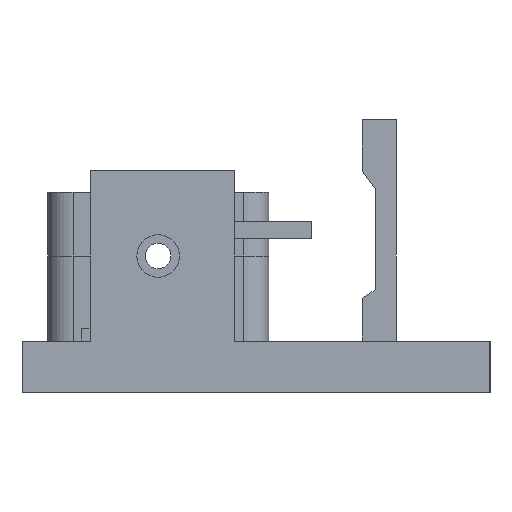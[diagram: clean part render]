
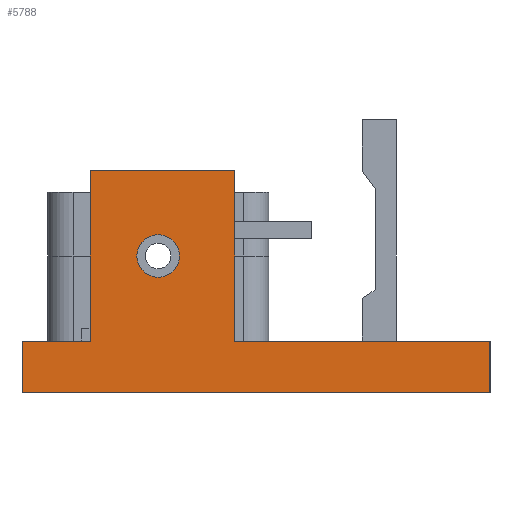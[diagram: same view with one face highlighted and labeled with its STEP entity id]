
A CAD part, left-side view. The second image highlights one B-rep face of the part: STEP entity #5788.
In plain terms, the highlighted planar face has unit normal (-1, 0, 0).
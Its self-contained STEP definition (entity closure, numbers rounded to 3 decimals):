
#462=CIRCLE('',#6180,2.5);
#631=FACE_BOUND('',#1192,.T.);
#871=FACE_OUTER_BOUND('',#1191,.T.);
#1191=EDGE_LOOP('',(#4813,#4814,#4815,#4816,#4817,#4818,#4819,#4820));
#1192=EDGE_LOOP('',(#4821));
#1619=LINE('',#14622,#2075);
#1620=LINE('',#14624,#2076);
#1621=LINE('',#14626,#2077);
#1622=LINE('',#14628,#2078);
#1623=LINE('',#14630,#2079);
#1624=LINE('',#14632,#2080);
#1625=LINE('',#14634,#2081);
#1626=LINE('',#14635,#2082);
#2075=VECTOR('',#7161,10.);
#2076=VECTOR('',#7162,10.);
#2077=VECTOR('',#7163,10.);
#2078=VECTOR('',#7164,10.);
#2079=VECTOR('',#7165,10.);
#2080=VECTOR('',#7166,10.);
#2081=VECTOR('',#7167,10.);
#2082=VECTOR('',#7168,10.);
#2666=VERTEX_POINT('',#14620);
#2667=VERTEX_POINT('',#14621);
#2668=VERTEX_POINT('',#14623);
#2669=VERTEX_POINT('',#14625);
#2670=VERTEX_POINT('',#14627);
#2671=VERTEX_POINT('',#14629);
#2672=VERTEX_POINT('',#14631);
#2673=VERTEX_POINT('',#14633);
#2674=VERTEX_POINT('',#14636);
#3462=EDGE_CURVE('',#2666,#2667,#1619,.T.);
#3463=EDGE_CURVE('',#2667,#2668,#1620,.T.);
#3464=EDGE_CURVE('',#2668,#2669,#1621,.T.);
#3465=EDGE_CURVE('',#2669,#2670,#1622,.T.);
#3466=EDGE_CURVE('',#2670,#2671,#1623,.T.);
#3467=EDGE_CURVE('',#2671,#2672,#1624,.T.);
#3468=EDGE_CURVE('',#2672,#2673,#1625,.T.);
#3469=EDGE_CURVE('',#2673,#2666,#1626,.T.);
#3470=EDGE_CURVE('',#2674,#2674,#462,.T.);
#4813=ORIENTED_EDGE('',*,*,#3462,.T.);
#4814=ORIENTED_EDGE('',*,*,#3463,.T.);
#4815=ORIENTED_EDGE('',*,*,#3464,.T.);
#4816=ORIENTED_EDGE('',*,*,#3465,.T.);
#4817=ORIENTED_EDGE('',*,*,#3466,.T.);
#4818=ORIENTED_EDGE('',*,*,#3467,.T.);
#4819=ORIENTED_EDGE('',*,*,#3468,.T.);
#4820=ORIENTED_EDGE('',*,*,#3469,.T.);
#4821=ORIENTED_EDGE('',*,*,#3470,.T.);
#5515=PLANE('',#6179);
#5788=ADVANCED_FACE('',(#871,#631),#5515,.T.);
#6179=AXIS2_PLACEMENT_3D('',#14619,#7159,#7160);
#6180=AXIS2_PLACEMENT_3D('',#14637,#7169,#7170);
#7159=DIRECTION('center_axis',(-1.,0.,0.));
#7160=DIRECTION('ref_axis',(0.,1.,0.));
#7161=DIRECTION('',(0.,1.,0.));
#7162=DIRECTION('',(0.,0.,-1.));
#7163=DIRECTION('',(0.,-1.,0.));
#7164=DIRECTION('',(0.,0.,1.));
#7165=DIRECTION('',(0.,1.,0.));
#7166=DIRECTION('',(0.,0.,1.));
#7167=DIRECTION('',(0.,1.,0.));
#7168=DIRECTION('',(0.,0.,-1.));
#7169=DIRECTION('center_axis',(1.,0.,0.));
#7170=DIRECTION('ref_axis',(0.,1.,0.));
#14619=CARTESIAN_POINT('Origin',(-34.,-47.,-10.));
#14620=CARTESIAN_POINT('',(-34.,0.,-10.));
#14621=CARTESIAN_POINT('',(-34.,8.,-10.));
#14622=CARTESIAN_POINT('',(-34.,8.,-10.));
#14623=CARTESIAN_POINT('',(-34.,8.,-16.));
#14624=CARTESIAN_POINT('',(-34.,8.,-10.));
#14625=CARTESIAN_POINT('',(-34.,-47.,-16.));
#14626=CARTESIAN_POINT('',(-34.,8.,-16.));
#14627=CARTESIAN_POINT('',(-34.,-47.,-10.));
#14628=CARTESIAN_POINT('',(-34.,-47.,-10.));
#14629=CARTESIAN_POINT('',(-34.,-17.,-10.));
#14630=CARTESIAN_POINT('',(-34.,8.,-10.));
#14631=CARTESIAN_POINT('',(-34.,-17.,10.));
#14632=CARTESIAN_POINT('',(-34.,-17.,-10.));
#14633=CARTESIAN_POINT('',(-34.,0.,10.));
#14634=CARTESIAN_POINT('',(-34.,-17.,10.));
#14635=CARTESIAN_POINT('',(-34.,0.,-10.));
#14636=CARTESIAN_POINT('',(-34.,-10.5,0.));
#14637=CARTESIAN_POINT('Origin',(-34.,-8.,0.));
